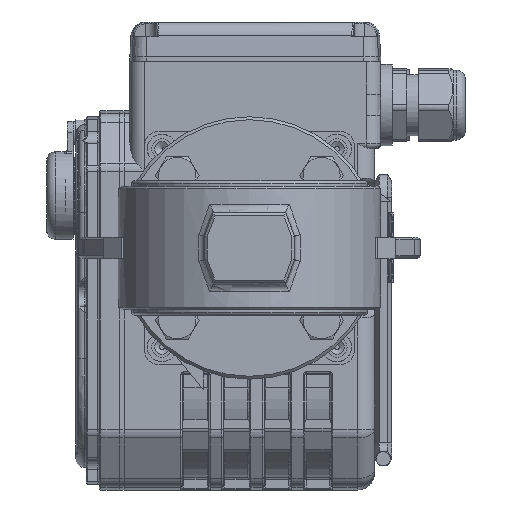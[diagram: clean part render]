
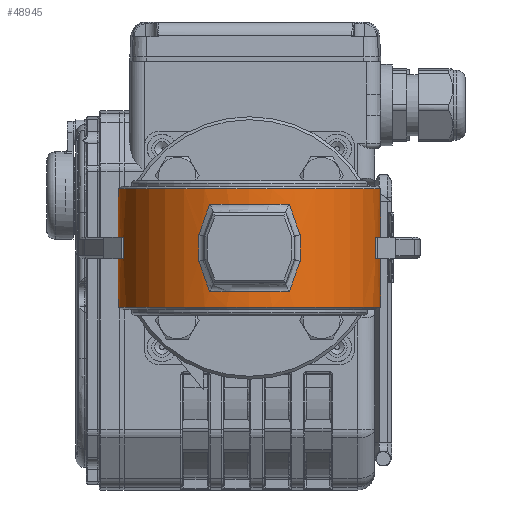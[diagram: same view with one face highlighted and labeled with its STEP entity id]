
A CAD part, front view. The second image highlights one B-rep face of the part: STEP entity #48945.
In plain terms, the highlighted cylindrical face has radius 45 mm (diameter 90 mm), a partial arc.
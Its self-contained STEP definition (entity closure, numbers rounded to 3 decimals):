
#1074=ELLIPSE('',#52117,135.68,45.);
#1075=ELLIPSE('',#52118,135.68,45.);
#1076=ELLIPSE('',#52120,135.68,45.);
#1077=ELLIPSE('',#52121,135.68,45.);
#1197=CYLINDRICAL_SURFACE('',#52119,45.);
#3157=CIRCLE('',#52021,45.);
#3167=CIRCLE('',#52042,45.);
#3188=CIRCLE('',#52082,45.);
#3189=CIRCLE('',#52088,45.);
#3190=CIRCLE('',#52097,45.);
#3191=CIRCLE('',#52101,45.);
#3192=CIRCLE('',#52103,45.);
#3193=CIRCLE('',#52106,45.);
#6719=ORIENTED_EDGE('',*,*,#20154,.F.);
#6720=ORIENTED_EDGE('',*,*,#20197,.T.);
#6721=ORIENTED_EDGE('',*,*,#20256,.T.);
#6722=ORIENTED_EDGE('',*,*,#20263,.T.);
#6723=ORIENTED_EDGE('',*,*,#20235,.F.);
#6724=ORIENTED_EDGE('',*,*,#20193,.T.);
#6725=ORIENTED_EDGE('',*,*,#20223,.T.);
#6726=ORIENTED_EDGE('',*,*,#20229,.F.);
#6727=ORIENTED_EDGE('',*,*,#20258,.F.);
#6728=ORIENTED_EDGE('',*,*,#20103,.F.);
#6729=ORIENTED_EDGE('',*,*,#20122,.T.);
#6730=ORIENTED_EDGE('',*,*,#20227,.F.);
#6731=ORIENTED_EDGE('',*,*,#20281,.F.);
#6732=ORIENTED_EDGE('',*,*,#20240,.T.);
#6733=ORIENTED_EDGE('',*,*,#20280,.F.);
#6734=ORIENTED_EDGE('',*,*,#20261,.T.);
#6735=ORIENTED_EDGE('',*,*,#20279,.F.);
#6736=ORIENTED_EDGE('',*,*,#20246,.F.);
#6737=ORIENTED_EDGE('',*,*,#20282,.F.);
#6738=ORIENTED_EDGE('',*,*,#20265,.T.);
#20103=EDGE_CURVE('',#27023,#27021,#31575,.T.);
#20122=EDGE_CURVE('',#27023,#27038,#3157,.T.);
#20154=EDGE_CURVE('',#27065,#27067,#3167,.T.);
#20193=EDGE_CURVE('',#27100,#27099,#31630,.T.);
#20197=EDGE_CURVE('',#27065,#27103,#31634,.T.);
#20223=EDGE_CURVE('',#27099,#27112,#3188,.T.);
#20227=EDGE_CURVE('',#27067,#27038,#31643,.T.);
#20229=EDGE_CURVE('',#27113,#27112,#31645,.T.);
#20235=EDGE_CURVE('',#27100,#27118,#3189,.T.);
#20240=EDGE_CURVE('',#27121,#27120,#31654,.T.);
#20246=EDGE_CURVE('',#27126,#27124,#31657,.T.);
#20256=EDGE_CURVE('',#27103,#27129,#3190,.T.);
#20258=EDGE_CURVE('',#27021,#27113,#3191,.T.);
#20261=EDGE_CURVE('',#27131,#27130,#3192,.T.);
#20263=EDGE_CURVE('',#27129,#27118,#31669,.T.);
#20265=EDGE_CURVE('',#27134,#27133,#3193,.T.);
#20279=EDGE_CURVE('',#27124,#27130,#1074,.T.);
#20280=EDGE_CURVE('',#27131,#27120,#1075,.T.);
#20281=EDGE_CURVE('',#27121,#27133,#1076,.T.);
#20282=EDGE_CURVE('',#27134,#27126,#1077,.T.);
#27021=VERTEX_POINT('',#72933);
#27023=VERTEX_POINT('',#72937);
#27038=VERTEX_POINT('',#72977);
#27065=VERTEX_POINT('',#73051);
#27067=VERTEX_POINT('',#73054);
#27099=VERTEX_POINT('',#73152);
#27100=VERTEX_POINT('',#73154);
#27103=VERTEX_POINT('',#73160);
#27112=VERTEX_POINT('',#73260);
#27113=VERTEX_POINT('',#73278);
#27118=VERTEX_POINT('',#73292);
#27120=VERTEX_POINT('',#73342);
#27121=VERTEX_POINT('',#73344);
#27124=VERTEX_POINT('',#73431);
#27126=VERTEX_POINT('',#73477);
#27129=VERTEX_POINT('',#73495);
#27130=VERTEX_POINT('',#73550);
#27131=VERTEX_POINT('',#73552);
#27133=VERTEX_POINT('',#73649);
#27134=VERTEX_POINT('',#73651);
#31575=LINE('',#72938,#35134);
#31630=LINE('',#73153,#35189);
#31634=LINE('',#73161,#35193);
#31643=LINE('',#73276,#35202);
#31645=LINE('',#73279,#35204);
#31654=LINE('',#73343,#35213);
#31657=LINE('',#73478,#35216);
#31669=LINE('',#73600,#35228);
#35134=VECTOR('',#57758,1000.);
#35189=VECTOR('',#57921,1000.);
#35193=VECTOR('',#57925,1000.);
#35202=VECTOR('',#57968,1000.);
#35204=VECTOR('',#57970,1000.);
#35213=VECTOR('',#57989,1000.);
#35216=VECTOR('',#57994,1000.);
#35228=VECTOR('',#58032,1000.);
#38740=EDGE_LOOP('',(#6719,#6720,#6721,#6722,#6723,#6724,#6725,#6726,#6727,
#6728,#6729,#6730));
#38741=EDGE_LOOP('',(#6731,#6732,#6733,#6734,#6735,#6736,#6737,#6738));
#42162=FACE_BOUND('',#38740,.T.);
#42163=FACE_BOUND('',#38741,.T.);
#48945=ADVANCED_FACE('',(#42162,#42163),#1197,.T.);
#52021=AXIS2_PLACEMENT_3D('',#72979,#57789,#57790);
#52042=AXIS2_PLACEMENT_3D('',#73053,#57849,#57850);
#52082=AXIS2_PLACEMENT_3D('',#73261,#57959,#57960);
#52088=AXIS2_PLACEMENT_3D('',#73291,#57980,#57981);
#52097=AXIS2_PLACEMENT_3D('',#73496,#58014,#58015);
#52101=AXIS2_PLACEMENT_3D('',#73501,#58023,#58024);
#52103=AXIS2_PLACEMENT_3D('',#73551,#58028,#58029);
#52106=AXIS2_PLACEMENT_3D('',#73650,#58035,#58036);
#52117=AXIS2_PLACEMENT_3D('',#73749,#58061,#58062);
#52118=AXIS2_PLACEMENT_3D('',#73774,#58063,#58064);
#52119=AXIS2_PLACEMENT_3D('',#73775,#58065,#58066);
#52120=AXIS2_PLACEMENT_3D('',#73776,#58067,#58068);
#52121=AXIS2_PLACEMENT_3D('',#73777,#58069,#58070);
#57758=DIRECTION('',(0.,0.,-1.));
#57789=DIRECTION('',(0.,0.,1.));
#57790=DIRECTION('',(1.,0.,0.));
#57849=DIRECTION('',(0.,0.,1.));
#57850=DIRECTION('',(1.,0.,0.));
#57921=DIRECTION('',(0.,0.,-1.));
#57925=DIRECTION('',(0.,0.,-1.));
#57959=DIRECTION('',(0.,0.,1.));
#57960=DIRECTION('',(1.,0.,0.));
#57968=DIRECTION('',(0.,0.,-1.));
#57970=DIRECTION('',(0.,0.,-1.));
#57980=DIRECTION('',(0.,0.,1.));
#57981=DIRECTION('',(1.,0.,0.));
#57989=DIRECTION('',(0.,0.,-1.));
#57994=DIRECTION('',(0.,0.,-1.));
#58014=DIRECTION('',(0.,0.,1.));
#58015=DIRECTION('',(1.,0.,0.));
#58023=DIRECTION('',(0.,0.,1.));
#58024=DIRECTION('',(1.,0.,0.));
#58028=DIRECTION('',(0.,0.,-1.));
#58029=DIRECTION('',(-1.,0.,0.));
#58032=DIRECTION('',(0.,0.,-1.));
#58035=DIRECTION('',(0.,0.,1.));
#58036=DIRECTION('',(1.,0.,0.));
#58061=DIRECTION('',(0.943,0.,0.332));
#58062=DIRECTION('',(0.332,0.,-0.943));
#58063=DIRECTION('',(-0.943,0.,0.332));
#58064=DIRECTION('',(-0.332,0.,-0.943));
#58065=DIRECTION('',(0.,0.,1.));
#58066=DIRECTION('',(-1.,0.,0.));
#58067=DIRECTION('',(-0.943,0.,-0.332));
#58068=DIRECTION('',(0.332,0.,-0.943));
#58069=DIRECTION('',(0.943,0.,-0.332));
#58070=DIRECTION('',(-0.332,0.,-0.943));
#72933=CARTESIAN_POINT('',(43.229,-12.5,-3.75));
#72937=CARTESIAN_POINT('',(43.229,-12.5,3.75));
#72938=CARTESIAN_POINT('',(43.229,-12.5,3.75));
#72977=CARTESIAN_POINT('',(45.,-0.1,3.75));
#72979=CARTESIAN_POINT('',(0.,0.,3.75));
#73051=CARTESIAN_POINT('',(-45.,-0.1,20.25));
#73053=CARTESIAN_POINT('',(0.,0.,20.25));
#73054=CARTESIAN_POINT('',(45.,-0.1,20.25));
#73152=CARTESIAN_POINT('',(-45.,-0.1,-20.25));
#73153=CARTESIAN_POINT('',(-45.,-0.1,21.25));
#73154=CARTESIAN_POINT('',(-45.,-0.1,-3.75));
#73160=CARTESIAN_POINT('',(-45.,-0.1,3.75));
#73161=CARTESIAN_POINT('',(-45.,-0.1,21.25));
#73260=CARTESIAN_POINT('',(45.,-0.1,-20.25));
#73261=CARTESIAN_POINT('',(0.,0.,-20.25));
#73276=CARTESIAN_POINT('',(45.,-0.1,21.25));
#73278=CARTESIAN_POINT('',(45.,-0.1,-3.75));
#73279=CARTESIAN_POINT('',(45.,-0.1,21.25));
#73291=CARTESIAN_POINT('',(0.,0.,-3.75));
#73292=CARTESIAN_POINT('',(-43.229,-12.5,-3.75));
#73342=CARTESIAN_POINT('',(17.344,-41.523,-4.544));
#73343=CARTESIAN_POINT('',(17.344,-41.523,21.25));
#73344=CARTESIAN_POINT('',(17.344,-41.523,4.544));
#73431=CARTESIAN_POINT('',(-17.344,-41.523,-4.544));
#73477=CARTESIAN_POINT('',(-17.344,-41.523,4.544));
#73478=CARTESIAN_POINT('',(-17.344,-41.523,21.25));
#73495=CARTESIAN_POINT('',(-43.229,-12.5,3.75));
#73496=CARTESIAN_POINT('',(0.,0.,3.75));
#73501=CARTESIAN_POINT('',(0.,0.,-3.75));
#73550=CARTESIAN_POINT('',(-13.668,-42.874,-15.));
#73551=CARTESIAN_POINT('',(0.,0.,-15.));
#73552=CARTESIAN_POINT('',(13.668,-42.874,-15.));
#73600=CARTESIAN_POINT('',(-43.229,-12.5,3.75));
#73649=CARTESIAN_POINT('',(13.668,-42.874,15.));
#73650=CARTESIAN_POINT('',(0.,0.,15.));
#73651=CARTESIAN_POINT('',(-13.668,-42.874,15.));
#73749=CARTESIAN_POINT('',(0.,0.,-53.877));
#73774=CARTESIAN_POINT('',(0.,0.,-53.877));
#73775=CARTESIAN_POINT('',(0.,0.,21.25));
#73776=CARTESIAN_POINT('',(0.,0.,53.877));
#73777=CARTESIAN_POINT('',(0.,0.,53.877));
